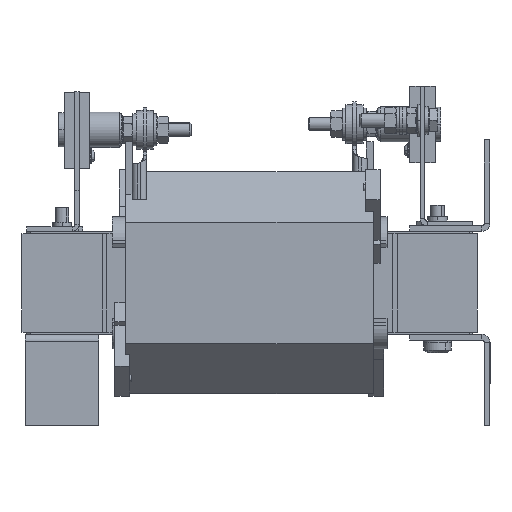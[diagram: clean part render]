
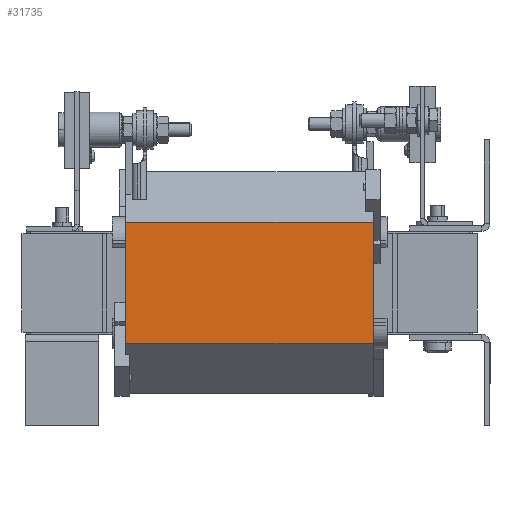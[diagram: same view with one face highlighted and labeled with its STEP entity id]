
A CAD part, left-side view. The second image highlights one B-rep face of the part: STEP entity #31735.
In plain terms, the highlighted planar face has unit normal (-1, 0, 0).
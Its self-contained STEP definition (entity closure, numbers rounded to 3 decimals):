
#551 = DIRECTION ( 'NONE',  ( -1., 0., 0. ) ) ;
#4245 = EDGE_CURVE ( 'Defeature ausgef�hrt2_12+Defeature ausgef�hrt2_7+Defeature ausgef�hrt2_19+Defeature ausgef�hrt2_9', #51105, #39457, #46904, .T. ) ;
#5377 = DIRECTION ( 'NONE',  ( 0., 1., 0. ) ) ;
#7371 = CARTESIAN_POINT ( 'NONE',  ( -138.75, 28., -26.5 ) ) ;
#7375 = DIRECTION ( 'NONE',  ( 0., 1., 0. ) ) ;
#7462 = AXIS2_PLACEMENT_3D ( 'NONE', #43735, #551, #5377 ) ;
#9064 = EDGE_CURVE ( 'Defeature ausgef�hrt2_13+Defeature ausgef�hrt2_12+Defeature ausgef�hrt2_19+Defeature ausgef�hrt2_9', #38862, #39397, #26658, .T. ) ;
#9917 = VECTOR ( 'NONE', #7375, 1000. ) ;
#11882 = DIRECTION ( 'NONE',  ( 0., 1., 0. ) ) ;
#12171 = CARTESIAN_POINT ( 'NONE',  ( -138.75, 28., 26.5 ) ) ;
#13473 = PLANE ( 'NONE',  #7462 ) ;
#15304 = ORIENTED_EDGE ( 'NONE', *, *, #25131, .T. ) ;
#16853 = CARTESIAN_POINT ( 'NONE',  ( -138.75, 28., 26.5 ) ) ;
#16894 = CARTESIAN_POINT ( 'NONE',  ( -138.75, 136.25, 26.5 ) ) ;
#19122 = DIRECTION ( 'NONE',  ( 0., 0., 1. ) ) ;
#20034 = CARTESIAN_POINT ( 'NONE',  ( -138.75, 28., -26.5 ) ) ;
#25131 = EDGE_CURVE ( 'Defeature ausgef�hrt2_12+Defeature ausgef�hrt2_19+Defeature ausgef�hrt2_13+Defeature ausgef�hrt2_7', #38862, #51105, #43407, .T. ) ;
#26658 = LINE ( 'NONE', #7371, #39408 ) ;
#30254 = ORIENTED_EDGE ( 'NONE', *, *, #4245, .T. ) ;
#31626 = CARTESIAN_POINT ( 'NONE',  ( -138.75, 136.25, -26.5 ) ) ;
#31735 = ADVANCED_FACE ( 'Defeature ausgef�hrt2_12', ( #44198 ), #13473, .T. ) ;
#32555 = EDGE_CURVE ( 'Defeature ausgef�hrt2_9+Defeature ausgef�hrt2_12+Defeature ausgef�hrt2_13+Defeature ausgef�hrt2_7', #39397, #39457, #47265, .T. ) ;
#35779 = EDGE_LOOP ( 'NONE', ( #30254, #45509, #52961, #15304 ) ) ;
#36001 = CARTESIAN_POINT ( 'NONE',  ( -138.75, 136.25, 26.5 ) ) ;
#38862 = VERTEX_POINT ( 'NONE', #20034 ) ;
#39397 = VERTEX_POINT ( 'NONE', #31626 ) ;
#39408 = VECTOR ( 'NONE', #11882, 1000. ) ;
#39457 = VERTEX_POINT ( 'NONE', #16894 ) ;
#43407 = LINE ( 'NONE', #12171, #48766 ) ;
#43735 = CARTESIAN_POINT ( 'NONE',  ( -138.75, 28., 26.5 ) ) ;
#44198 = FACE_OUTER_BOUND ( 'NONE', #35779, .T. ) ;
#45509 = ORIENTED_EDGE ( 'NONE', *, *, #32555, .F. ) ;
#46904 = LINE ( 'NONE', #50423, #9917 ) ;
#46946 = DIRECTION ( 'NONE',  ( 0., 0., 1. ) ) ;
#47265 = LINE ( 'NONE', #36001, #48615 ) ;
#48615 = VECTOR ( 'NONE', #19122, 1000. ) ;
#48766 = VECTOR ( 'NONE', #46946, 1000. ) ;
#50423 = CARTESIAN_POINT ( 'NONE',  ( -138.75, 28., 26.5 ) ) ;
#51105 = VERTEX_POINT ( 'NONE', #16853 ) ;
#52961 = ORIENTED_EDGE ( 'NONE', *, *, #9064, .F. ) ;
